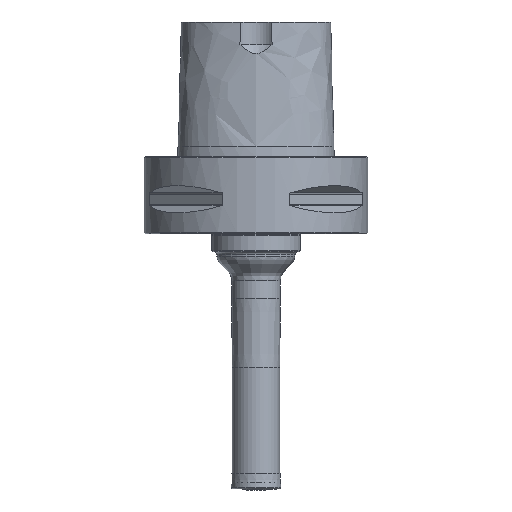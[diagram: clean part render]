
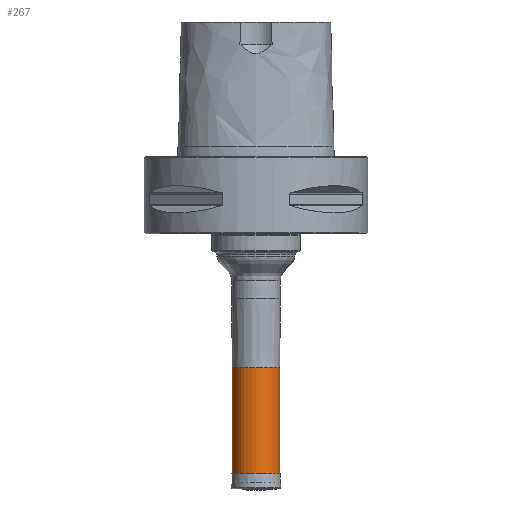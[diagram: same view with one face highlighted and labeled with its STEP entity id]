
A CAD part, front view. The second image highlights one B-rep face of the part: STEP entity #267.
In plain terms, the highlighted cylindrical face has radius 6.7 mm (diameter 13.4 mm), a full revolution.
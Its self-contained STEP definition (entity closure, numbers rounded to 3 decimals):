
#267=ADVANCED_FACE('TB_IB_SU_1',(#342,#343),#327,.T.);
#327=CYLINDRICAL_SURFACE('',#894,6.7);
#342=FACE_BOUND('',#418,.T.);
#343=FACE_BOUND('',#419,.T.);
#418=EDGE_LOOP('',(#516));
#419=EDGE_LOOP('',(#517));
#516=ORIENTED_EDGE('',*,*,#767,.T.);
#517=ORIENTED_EDGE('',*,*,#768,.F.);
#694=VERTEX_POINT('',#1221);
#695=VERTEX_POINT('',#1223);
#767=EDGE_CURVE('',#694,#694,#856,.T.);
#768=EDGE_CURVE('',#695,#695,#857,.T.);
#856=CIRCLE('',#892,6.7);
#857=CIRCLE('',#893,6.7);
#892=AXIS2_PLACEMENT_3D('',#1220,#994,#995);
#893=AXIS2_PLACEMENT_3D('',#1222,#996,#997);
#894=AXIS2_PLACEMENT_3D('',#1224,#998,#999);
#994=DIRECTION('',(0.,0.,-1.));
#995=DIRECTION('',(-1.,0.,0.));
#996=DIRECTION('',(0.,0.,-1.));
#997=DIRECTION('',(-1.,0.,0.));
#998=DIRECTION('',(0.,0.,-1.));
#999=DIRECTION('',(-1.,0.,0.));
#1220=CARTESIAN_POINT('',(0.,0.,-59.5));
#1221=CARTESIAN_POINT('',(-6.7,0.,-59.5));
#1222=CARTESIAN_POINT('',(0.,0.,-92.));
#1223=CARTESIAN_POINT('',(-6.7,0.,-92.));
#1224=CARTESIAN_POINT('',(0.,0.,0.));
